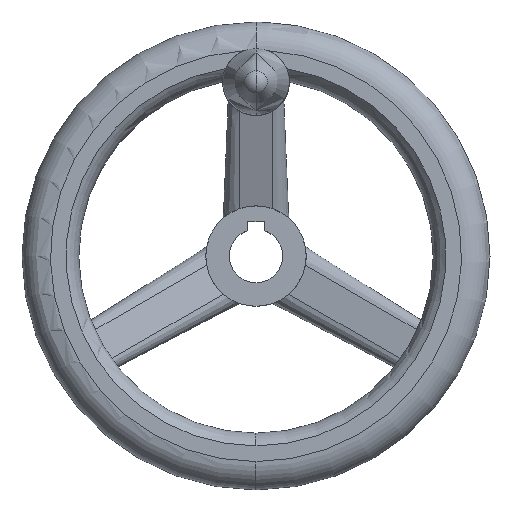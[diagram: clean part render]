
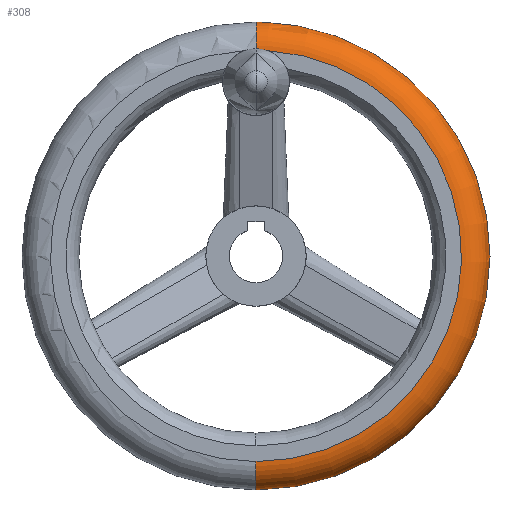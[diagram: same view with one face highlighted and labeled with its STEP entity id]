
A CAD part, top view. The second image highlights one B-rep face of the part: STEP entity #308.
In plain terms, the highlighted toroidal (fillet/blend) face has major radius 61.5 mm and minor radius 8.5 mm.
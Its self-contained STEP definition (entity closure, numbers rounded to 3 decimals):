
#308=ADVANCED_FACE('',(#854),#855,.T.);
#368=EDGE_CURVE('',#456,#486,#921,.T.);
#426=VERTEX_POINT('',#986);
#456=VERTEX_POINT('',#1017);
#474=EDGE_CURVE('',#426,#456,#1037,.T.);
#486=VERTEX_POINT('',#1053);
#680=EDGE_CURVE('',#486,#770,#1270,.T.);
#686=EDGE_CURVE('',#770,#794,#1276,.T.);
#750=EDGE_CURVE('',#794,#426,#1344,.T.);
#770=VERTEX_POINT('',#1364);
#794=VERTEX_POINT('',#1392);
#854=FACE_OUTER_BOUND('',#1448,.T.);
#855=TOROIDAL_SURFACE('',#1449,61.5,8.5);
#921=CIRCLE('',#1645,8.5);
#986=CARTESIAN_POINT('',(0.,-70.0,30.5));
#1017=CARTESIAN_POINT('',(0.,70.0,30.5));
#1037=CIRCLE('',#1909,70.0);
#1053=CARTESIAN_POINT('',(0.,61.5,39.0));
#1270=CIRCLE('',#2386,61.5);
#1276=CIRCLE('',#2395,61.5);
#1344=CIRCLE('',#2535,8.5);
#1364=CARTESIAN_POINT('',(3.394,61.406,39.));
#1392=CARTESIAN_POINT('',(0.,-61.5,39.0));
#1448=EDGE_LOOP('',(#2674,#2675,#2676,#2677,#2678));
#1449=AXIS2_PLACEMENT_3D('',#2679,#2680,#2681);
#1645=AXIS2_PLACEMENT_3D('',#2746,#2747,#2748);
#1909=AXIS2_PLACEMENT_3D('',#2890,#2891,#2892);
#2386=AXIS2_PLACEMENT_3D('',#3196,#3197,#3198);
#2395=AXIS2_PLACEMENT_3D('',#3200,#3201,#3202);
#2535=AXIS2_PLACEMENT_3D('',#3270,#3271,#3272);
#2674=ORIENTED_EDGE('',*,*,#474,.T.);
#2675=ORIENTED_EDGE('',*,*,#368,.T.);
#2676=ORIENTED_EDGE('',*,*,#680,.T.);
#2677=ORIENTED_EDGE('',*,*,#686,.T.);
#2678=ORIENTED_EDGE('',*,*,#750,.T.);
#2679=CARTESIAN_POINT('',(0.,0.,30.5));
#2680=DIRECTION('',(0.,0.,1.0));
#2681=DIRECTION('',(0.,1.0,0.0));
#2746=CARTESIAN_POINT('',(0.,61.5,30.5));
#2747=DIRECTION('',(1.0,0.,0.));
#2748=DIRECTION('',(0.,1.0,0.));
#2890=CARTESIAN_POINT('',(0.,0.,30.5));
#2891=DIRECTION('',(0.,0.,1.0));
#2892=DIRECTION('',(1.0,0.0,0.));
#3196=CARTESIAN_POINT('',(0.,0.,39.0));
#3197=DIRECTION('',(0.,0.,-1.0));
#3198=DIRECTION('',(0.,1.0,0.));
#3200=CARTESIAN_POINT('',(0.,0.,39.0));
#3201=DIRECTION('',(0.,0.,-1.0));
#3202=DIRECTION('',(0.,1.0,0.));
#3270=CARTESIAN_POINT('',(0.,-61.5,30.5));
#3271=DIRECTION('',(1.0,0.,0.));
#3272=DIRECTION('',(0.,-1.0,0.));
